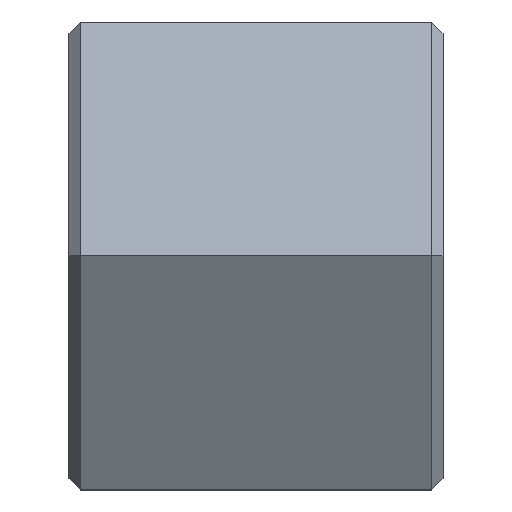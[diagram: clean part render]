
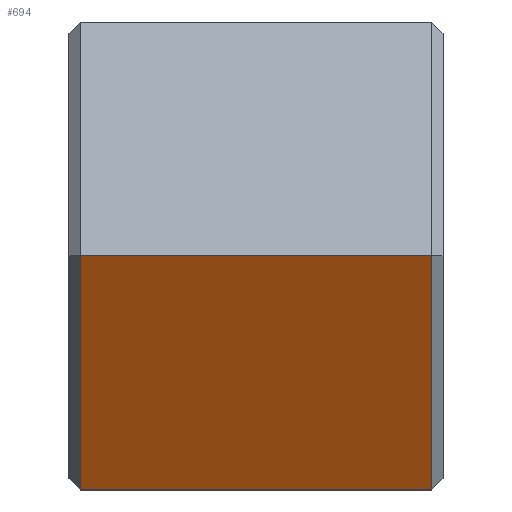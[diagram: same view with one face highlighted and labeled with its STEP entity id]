
A CAD part, top view. The second image highlights one B-rep face of the part: STEP entity #694.
In plain terms, the highlighted planar face has unit normal (0, -0.5, 0.866).
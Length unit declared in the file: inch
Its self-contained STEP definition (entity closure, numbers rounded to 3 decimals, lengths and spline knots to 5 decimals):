
#180=DIRECTION('',(0.,-0.866,-0.5));
#181=VECTOR('',#180,0.72169);
#182=CARTESIAN_POINT('',(0.03,0.,0.72169));
#183=LINE('',#182,#181);
#184=DIRECTION('',(1.,0.,0.));
#185=VECTOR('',#184,0.94);
#186=CARTESIAN_POINT('',(0.03,0.,0.72169));
#187=LINE('',#186,#185);
#204=DIRECTION('',(1.,0.,0.));
#205=VECTOR('',#204,0.94);
#206=CARTESIAN_POINT('',(0.03,-0.625,0.36084));
#207=LINE('',#206,#205);
#254=DIRECTION('',(0.,-0.866,-0.5));
#255=VECTOR('',#254,0.72169);
#256=CARTESIAN_POINT('',(0.97,0.,0.72169));
#257=LINE('',#256,#255);
#532=CARTESIAN_POINT('',(0.03,0.,0.72169));
#533=VERTEX_POINT('',#532);
#536=CARTESIAN_POINT('',(0.03,-0.625,0.36084));
#537=VERTEX_POINT('',#536);
#564=CARTESIAN_POINT('',(0.97,-0.625,0.36084));
#565=VERTEX_POINT('',#564);
#568=CARTESIAN_POINT('',(0.97,0.,0.72169));
#569=VERTEX_POINT('',#568);
#680=CARTESIAN_POINT('',(0.,0.,0.72169));
#681=DIRECTION('',(0.,-0.5,0.866));
#682=DIRECTION('',(0.,-0.866,-0.5));
#683=AXIS2_PLACEMENT_3D('',#680,#681,#682);
#684=PLANE('',#683);
#685=ORIENTED_EDGE('',*,*,#674,.F.);
#687=ORIENTED_EDGE('',*,*,#686,.T.);
#689=ORIENTED_EDGE('',*,*,#688,.T.);
#691=ORIENTED_EDGE('',*,*,#690,.F.);
#692=EDGE_LOOP('',(#685,#687,#689,#691));
#693=FACE_OUTER_BOUND('',#692,.F.);
#694=ADVANCED_FACE('',(#693),#684,.T.);
#674=EDGE_CURVE('',#533,#537,#183,.T.);
#686=EDGE_CURVE('',#533,#569,#187,.T.);
#688=EDGE_CURVE('',#569,#565,#257,.T.);
#690=EDGE_CURVE('',#537,#565,#207,.T.);
